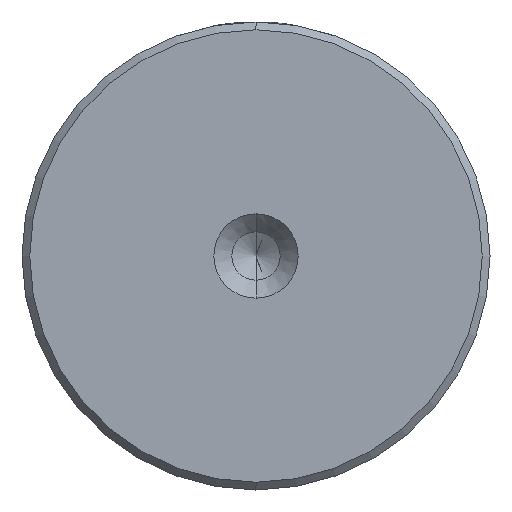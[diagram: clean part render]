
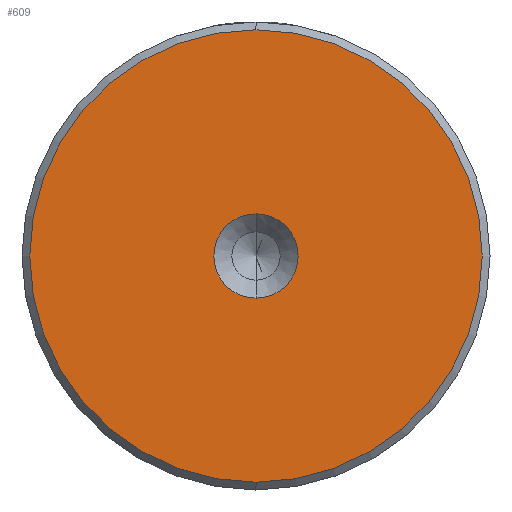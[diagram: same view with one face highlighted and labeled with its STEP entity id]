
A CAD part, left-side view. The second image highlights one B-rep face of the part: STEP entity #609.
In plain terms, the highlighted planar face has unit normal (-1, 0, 0).
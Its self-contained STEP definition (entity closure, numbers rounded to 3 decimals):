
#53 = EDGE_CURVE ( 'NONE', #1280, #244, #1343, .T. ) ;
#69 = VERTEX_POINT ( 'NONE', #109 ) ;
#107 = DIRECTION ( 'NONE',  ( -1., 0., 0. ) ) ;
#109 = CARTESIAN_POINT ( 'NONE',  ( 0., 0., 2.7 ) ) ;
#130 = VERTEX_POINT ( 'NONE', #1100 ) ;
#159 = DIRECTION ( 'NONE',  ( 0., 0., 1. ) ) ;
#168 = DIRECTION ( 'NONE',  ( -1., 0., 0. ) ) ;
#174 = CARTESIAN_POINT ( 'NONE',  ( 0., 0., 0. ) ) ;
#215 = ORIENTED_EDGE ( 'NONE', *, *, #2076, .T. ) ;
#244 = VERTEX_POINT ( 'NONE', #1786 ) ;
#343 = AXIS2_PLACEMENT_3D ( 'NONE', #2257, #1699, #1578 ) ;
#375 = EDGE_CURVE ( 'NONE', #130, #69, #413, .T. ) ;
#378 = DIRECTION ( 'NONE',  ( 0., 0., 1. ) ) ;
#387 = DIRECTION ( 'NONE',  ( -1., 0., 0. ) ) ;
#399 = CARTESIAN_POINT ( 'NONE',  ( 0., 0., 0. ) ) ;
#413 = CIRCLE ( 'NONE', #533, 2.7 ) ;
#468 = CIRCLE ( 'NONE', #1859, 14.5 ) ;
#486 = AXIS2_PLACEMENT_3D ( 'NONE', #174, #168, #159 ) ;
#533 = AXIS2_PLACEMENT_3D ( 'NONE', #399, #387, #378 ) ;
#609 = ADVANCED_FACE ( 'NONE', ( #1497, #1553 ), #2077, .T. ) ;
#722 = DIRECTION ( 'NONE',  ( 0., 0., 1. ) ) ;
#778 = EDGE_LOOP ( 'NONE', ( #1240, #215 ) ) ;
#938 = EDGE_CURVE ( 'NONE', #69, #130, #1417, .T. ) ;
#1080 = DIRECTION ( 'NONE',  ( -1., 0., 0. ) ) ;
#1085 = CARTESIAN_POINT ( 'NONE',  ( 0., 0., -14.5 ) ) ;
#1100 = CARTESIAN_POINT ( 'NONE',  ( 0., 0., -2.7 ) ) ;
#1208 = CARTESIAN_POINT ( 'NONE',  ( 0., 0., 0. ) ) ;
#1240 = ORIENTED_EDGE ( 'NONE', *, *, #53, .T. ) ;
#1250 = CARTESIAN_POINT ( 'NONE',  ( 0., 0., 0. ) ) ;
#1280 = VERTEX_POINT ( 'NONE', #1085 ) ;
#1343 = CIRCLE ( 'NONE', #486, 14.5 ) ;
#1379 = DIRECTION ( 'NONE',  ( 0., 0., 1. ) ) ;
#1417 = CIRCLE ( 'NONE', #1746, 2.7 ) ;
#1452 = EDGE_LOOP ( 'NONE', ( #2216, #2089 ) ) ;
#1497 = FACE_OUTER_BOUND ( 'NONE', #778, .T. ) ;
#1553 = FACE_BOUND ( 'NONE', #1452, .T. ) ;
#1578 = DIRECTION ( 'NONE',  ( 0., 0., 1. ) ) ;
#1699 = DIRECTION ( 'NONE',  ( -1., 0., 0. ) ) ;
#1746 = AXIS2_PLACEMENT_3D ( 'NONE', #1250, #1080, #722 ) ;
#1786 = CARTESIAN_POINT ( 'NONE',  ( 0., 0., 14.5 ) ) ;
#1859 = AXIS2_PLACEMENT_3D ( 'NONE', #1208, #107, #1379 ) ;
#2076 = EDGE_CURVE ( 'NONE', #244, #1280, #468, .T. ) ;
#2077 = PLANE ( 'NONE',  #343 ) ;
#2089 = ORIENTED_EDGE ( 'NONE', *, *, #375, .F. ) ;
#2216 = ORIENTED_EDGE ( 'NONE', *, *, #938, .F. ) ;
#2257 = CARTESIAN_POINT ( 'NONE',  ( 0., 0., 0. ) ) ;
